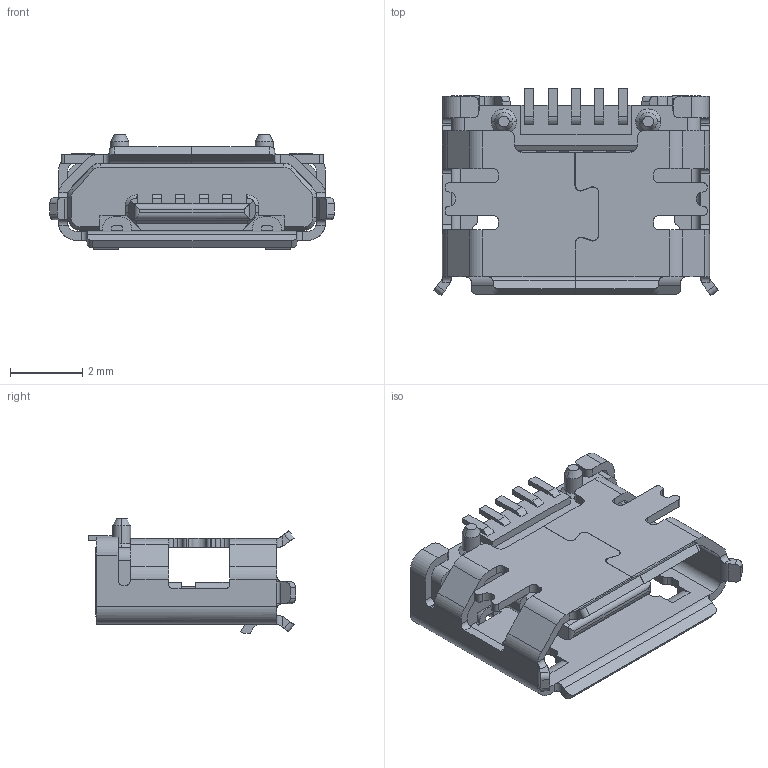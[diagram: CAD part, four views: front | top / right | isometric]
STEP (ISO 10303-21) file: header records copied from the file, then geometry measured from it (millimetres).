
FILE_DESCRIPTION(('CoCreate Modeling STEP Export'),'2;1');
FILE_NAME('010101010-032 四脚平贴 有柱.stp','2017-11-10T 9:24:04',(''),(''),'CoCreate Modeling STEP processor for AP214 (Solid Model)','CoCreate Modeling 16.00 13-May-2008 (C) Parametric Technology GmbH','');
FILE_SCHEMA(('AUTOMOTIVE_DESIGN { 1 0 10303 214 1 1 1 1 }'));
Length unit declared in the file: millimetre
Products named in the file (2): housing.1; 010101010-032_四脚平贴_有柱.stp
Assembly tree (1 placements, depth 2):
  010101010-032_四脚平贴_有柱.stp
    housing.1
Bounding box: 7.88 x 5.74 x 3.18 mm (x, y, z)
Volume: 39.2 mm3; surface area: 249.8 mm2
Topology: 1 solids, 11 shells, 779 faces, 2182 edges, 1400 vertices
Faces by surface type: plane 514, cylinder 245, cone 20
Entity records: 24503 total; most frequent: CARTESIAN_POINT 4569, ORIENTED_EDGE 4408, DIRECTION 3946, EDGE_CURVE 2182, VECTOR 1552, LINE 1552, VERTEX_POINT 1400, AXIS2_PLACEMENT_3D 1197
